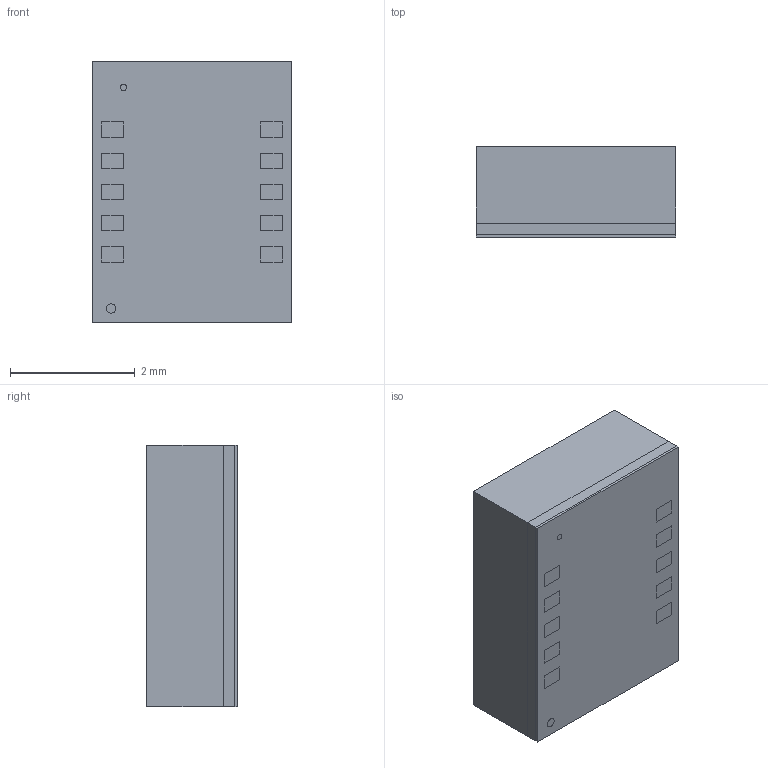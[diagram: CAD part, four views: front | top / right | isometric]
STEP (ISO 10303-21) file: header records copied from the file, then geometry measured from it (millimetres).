
FILE_DESCRIPTION (( 'STEP AP214' ), '1' );
FILE_NAME ('STHS34PF80.STEP', '2024-02-02T11:06:19', ( 'LENOVO' ), ( '' ), 'SwSTEP 2.0', 'SolidWorks 2021', '' );
FILE_SCHEMA (( 'AUTOMOTIVE_DESIGN' ));
Length unit declared in the file: millimetre
Products named in the file (1): STHS34PF80
Bounding box: 3.2 x 1.46 x 4.2 mm (x, y, z)
Volume: 19.6 mm3; surface area: 113.7 mm2
Topology: 16 solids, 16 shells, 141 faces, 324 edges, 216 vertices
Faces by surface type: plane 133, cylinder 8
Entity records: 4131 total; most frequent: CARTESIAN_POINT 682, ORIENTED_EDGE 648, DIRECTION 624, EDGE_CURVE 324, VECTOR 308, LINE 308, VERTEX_POINT 216, EDGE_LOOP 166
